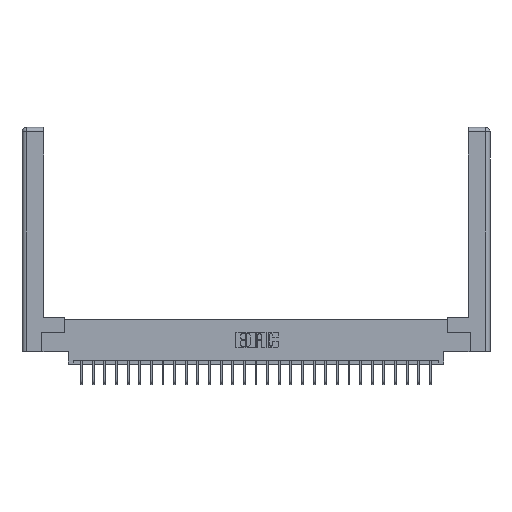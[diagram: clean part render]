
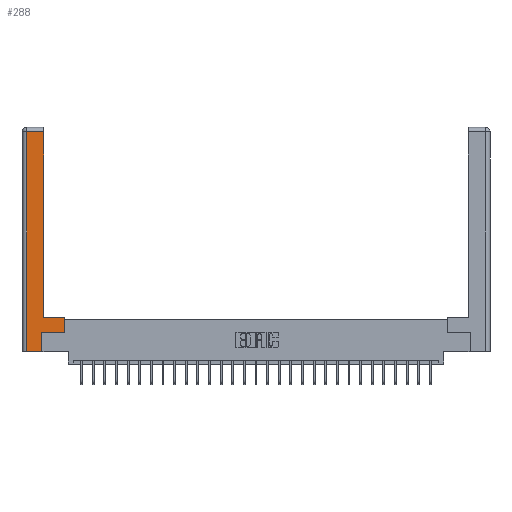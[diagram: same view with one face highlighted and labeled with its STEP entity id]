
A CAD part, top view. The second image highlights one B-rep face of the part: STEP entity #288.
In plain terms, the highlighted planar face has unit normal (0, 0, 1).
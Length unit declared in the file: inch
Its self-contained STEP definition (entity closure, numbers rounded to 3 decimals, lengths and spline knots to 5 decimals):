
#3 = VERTEX_POINT ( 'NONE', #20436 ) ;
#178 = AXIS2_PLACEMENT_3D ( 'NONE', #11370, #21254, #28531 ) ;
#288 = ADVANCED_FACE ( 'NONE', ( #9779 ), #9570, .F. ) ;
#1304 = ORIENTED_EDGE ( 'NONE', *, *, #17124, .T. ) ;
#1444 = CARTESIAN_POINT ( 'NONE',  ( 0.265, 0., 0. ) ) ;
#1865 = EDGE_CURVE ( 'NONE', #16380, #3, #22732, .T. ) ;
#3184 = CARTESIAN_POINT ( 'NONE',  ( 0.565, 0.245, 0. ) ) ;
#3645 = ORIENTED_EDGE ( 'NONE', *, *, #1865, .T. ) ;
#3655 = VECTOR ( 'NONE', #28951, 39.37008 ) ;
#4258 = EDGE_CURVE ( 'NONE', #22084, #6816, #22624, .T. ) ;
#4400 = LINE ( 'NONE', #26755, #3655 ) ;
#4484 = VECTOR ( 'NONE', #8841, 39.37008 ) ;
#4783 = CARTESIAN_POINT ( 'NONE',  ( 0.265, 0.245, 0. ) ) ;
#5162 = EDGE_CURVE ( 'NONE', #11578, #14758, #16390, .T. ) ;
#5731 = VECTOR ( 'NONE', #10465, 39.37008 ) ;
#5806 = ORIENTED_EDGE ( 'NONE', *, *, #29102, .T. ) ;
#6816 = VERTEX_POINT ( 'NONE', #21766 ) ;
#7717 = DIRECTION ( 'NONE',  ( 1., 0., 0. ) ) ;
#8287 = LINE ( 'NONE', #19923, #5731 ) ;
#8733 = CARTESIAN_POINT ( 'NONE',  ( 0.295, 0.45, 0. ) ) ;
#8841 = DIRECTION ( 'NONE',  ( -1., 0., 0. ) ) ;
#8939 = ORIENTED_EDGE ( 'NONE', *, *, #14323, .T. ) ;
#9089 = ORIENTED_EDGE ( 'NONE', *, *, #14093, .T. ) ;
#9245 = DIRECTION ( 'NONE',  ( 0., 1., 0. ) ) ;
#9348 = VECTOR ( 'NONE', #9245, 39.37008 ) ;
#9570 = PLANE ( 'NONE',  #178 ) ;
#9779 = FACE_OUTER_BOUND ( 'NONE', #12371, .T. ) ;
#10368 = VECTOR ( 'NONE', #12884, 39.37008 ) ;
#10465 = DIRECTION ( 'NONE',  ( 0., -1., 0. ) ) ;
#11078 = CARTESIAN_POINT ( 'NONE',  ( 0.565, 0.45, 0. ) ) ;
#11153 = LINE ( 'NONE', #4783, #9348 ) ;
#11370 = CARTESIAN_POINT ( 'NONE',  ( 0., 0., 0. ) ) ;
#11578 = VERTEX_POINT ( 'NONE', #28757 ) ;
#11949 = CARTESIAN_POINT ( 'NONE',  ( 0.565, 0.45, 0. ) ) ;
#12371 = EDGE_LOOP ( 'NONE', ( #26940, #5806, #9089, #3645, #8939, #20465, #1304, #24464 ) ) ;
#12450 = CARTESIAN_POINT ( 'NONE',  ( 0.0615, 0., 0. ) ) ;
#12678 = CARTESIAN_POINT ( 'NONE',  ( 0.0615, 2.94, 0. ) ) ;
#12884 = DIRECTION ( 'NONE',  ( 1., 0., 0. ) ) ;
#14093 = EDGE_CURVE ( 'NONE', #15925, #16380, #8287, .T. ) ;
#14323 = EDGE_CURVE ( 'NONE', #3, #11578, #11153, .T. ) ;
#14758 = VERTEX_POINT ( 'NONE', #29507 ) ;
#14973 = LINE ( 'NONE', #11949, #29491 ) ;
#15141 = LINE ( 'NONE', #26035, #20984 ) ;
#15925 = VERTEX_POINT ( 'NONE', #12678 ) ;
#16380 = VERTEX_POINT ( 'NONE', #12450 ) ;
#16390 = LINE ( 'NONE', #3184, #25093 ) ;
#16800 = DIRECTION ( 'NONE',  ( -1., 0., 0. ) ) ;
#17124 = EDGE_CURVE ( 'NONE', #14758, #22084, #14973, .T. ) ;
#18479 = DIRECTION ( 'NONE',  ( 0., 1., 0. ) ) ;
#19923 = CARTESIAN_POINT ( 'NONE',  ( 0.0615, 0., 0. ) ) ;
#20228 = CARTESIAN_POINT ( 'NONE',  ( 0.295, 2.94, 0. ) ) ;
#20436 = CARTESIAN_POINT ( 'NONE',  ( 0.265, 0., 0. ) ) ;
#20465 = ORIENTED_EDGE ( 'NONE', *, *, #5162, .T. ) ;
#20984 = VECTOR ( 'NONE', #16800, 39.37008 ) ;
#21254 = DIRECTION ( 'NONE',  ( 0., 0., -1. ) ) ;
#21766 = CARTESIAN_POINT ( 'NONE',  ( 0.295, 0.45, 0. ) ) ;
#22084 = VERTEX_POINT ( 'NONE', #11078 ) ;
#22624 = LINE ( 'NONE', #8733, #4484 ) ;
#22732 = LINE ( 'NONE', #1444, #10368 ) ;
#23403 = EDGE_CURVE ( 'NONE', #6816, #25166, #4400, .T. ) ;
#24464 = ORIENTED_EDGE ( 'NONE', *, *, #4258, .T. ) ;
#25093 = VECTOR ( 'NONE', #7717, 39.37008 ) ;
#25166 = VERTEX_POINT ( 'NONE', #20228 ) ;
#26035 = CARTESIAN_POINT ( 'NONE',  ( 0.0615, 2.94, 0. ) ) ;
#26755 = CARTESIAN_POINT ( 'NONE',  ( 0.295, 3., 0. ) ) ;
#26940 = ORIENTED_EDGE ( 'NONE', *, *, #23403, .T. ) ;
#28531 = DIRECTION ( 'NONE',  ( -1., 0., 0. ) ) ;
#28757 = CARTESIAN_POINT ( 'NONE',  ( 0.265, 0.245, 0. ) ) ;
#28951 = DIRECTION ( 'NONE',  ( 0., 1., 0. ) ) ;
#29102 = EDGE_CURVE ( 'NONE', #25166, #15925, #15141, .T. ) ;
#29491 = VECTOR ( 'NONE', #18479, 39.37008 ) ;
#29507 = CARTESIAN_POINT ( 'NONE',  ( 0.565, 0.245, 0. ) ) ;
